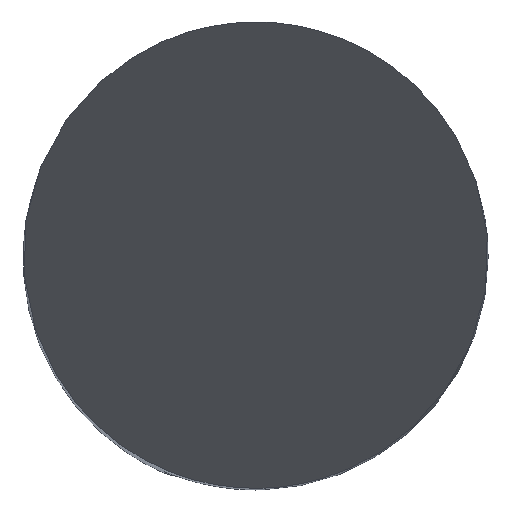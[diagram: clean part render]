
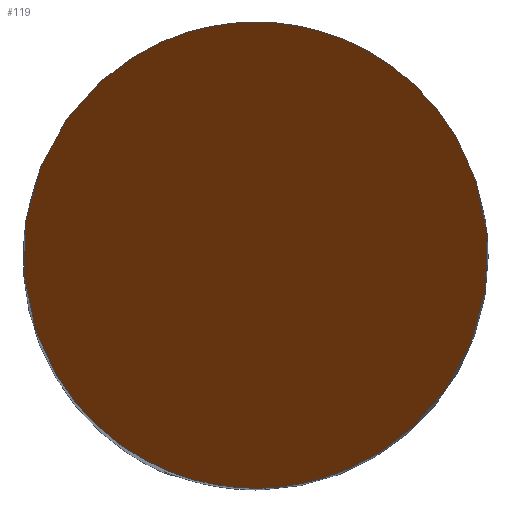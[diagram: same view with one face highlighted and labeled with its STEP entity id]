
A CAD part, top view. The second image highlights one B-rep face of the part: STEP entity #119.
In plain terms, the highlighted planar face has unit normal (0, -0.866, 0.5).
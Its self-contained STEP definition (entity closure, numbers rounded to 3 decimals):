
#119=ADVANCED_FACE('',(#159),#147,.F.);
#147=PLANE('',#549);
#159=FACE_OUTER_BOUND('',#187,.T.);
#187=EDGE_LOOP('',(#215,#216));
#215=ORIENTED_EDGE('',*,*,#404,.F.);
#216=ORIENTED_EDGE('',*,*,#405,.F.);
#357=VERTEX_POINT('',#700);
#358=VERTEX_POINT('',#701);
#404=EDGE_CURVE('',#357,#358,#475,.T.);
#405=EDGE_CURVE('',#358,#357,#476,.T.);
#475=(
BOUNDED_CURVE()
B_SPLINE_CURVE(3,(#696,#697,#698,#699),.UNSPECIFIED.,.F.,.F.)
B_SPLINE_CURVE_WITH_KNOTS((4,4),(0.,1.),.UNSPECIFIED.)
CURVE()
GEOMETRIC_REPRESENTATION_ITEM()
RATIONAL_B_SPLINE_CURVE((1.,0.333,0.333,1.))
REPRESENTATION_ITEM('')
);
#476=(
BOUNDED_CURVE()
B_SPLINE_CURVE(3,(#702,#703,#704,#705),.UNSPECIFIED.,.F.,.F.)
B_SPLINE_CURVE_WITH_KNOTS((4,4),(0.,1.),.UNSPECIFIED.)
CURVE()
GEOMETRIC_REPRESENTATION_ITEM()
RATIONAL_B_SPLINE_CURVE((1.,0.333,0.333,1.))
REPRESENTATION_ITEM('')
);
#549=AXIS2_PLACEMENT_3D('',#706,#587,#588);
#587=DIRECTION('',(0.,0.866,-0.5));
#588=DIRECTION('',(0.,0.5,0.866));
#696=CARTESIAN_POINT('',(0.,-3.5,-6.062));
#697=CARTESIAN_POINT('',(-7.,-3.5,-6.062));
#698=CARTESIAN_POINT('',(-7.,3.5,6.062));
#699=CARTESIAN_POINT('',(0.,3.5,6.062));
#700=CARTESIAN_POINT('',(0.,-3.5,-6.062));
#701=CARTESIAN_POINT('',(0.,3.5,6.062));
#702=CARTESIAN_POINT('',(0.,3.5,6.062));
#703=CARTESIAN_POINT('',(7.,3.5,6.062));
#704=CARTESIAN_POINT('',(7.,-3.5,-6.062));
#705=CARTESIAN_POINT('',(0.,-3.5,-6.062));
#706=CARTESIAN_POINT('',(3.75,-3.5,-6.062));
